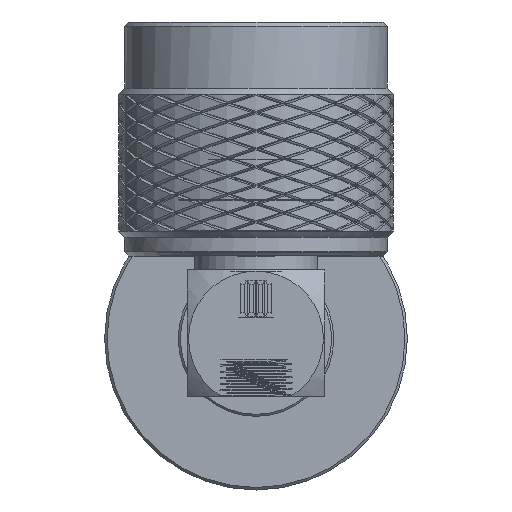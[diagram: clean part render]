
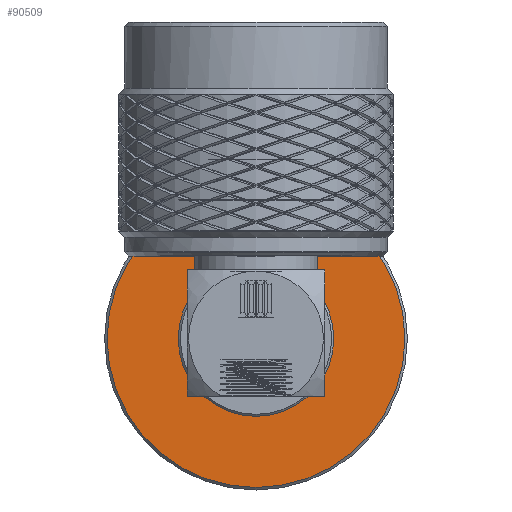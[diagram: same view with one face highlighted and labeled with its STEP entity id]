
A CAD part, front view. The second image highlights one B-rep face of the part: STEP entity #90509.
In plain terms, the highlighted planar face has unit normal (0, -1, 0).
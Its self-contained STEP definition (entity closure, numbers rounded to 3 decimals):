
#19001=PLANE('',#93484);
#45813=ORIENTED_EDGE('',*,*,#60217,.T.);
#45814=ORIENTED_EDGE('',*,*,#60218,.T.);
#60217=EDGE_CURVE('',#67610,#67610,#68524,.T.);
#60218=EDGE_CURVE('',#67611,#67611,#68525,.F.);
#67610=VERTEX_POINT('',#430578);
#67611=VERTEX_POINT('',#430580);
#68524=CIRCLE('',#93485,5.65);
#68525=CIRCLE('',#93486,10.82);
#75385=EDGE_LOOP('',(#45813));
#75386=EDGE_LOOP('',(#45814));
#82292=FACE_BOUND('',#75385,.T.);
#82293=FACE_BOUND('',#75386,.T.);
#90509=ADVANCED_FACE('',(#82292,#82293),#19001,.F.);
#93484=AXIS2_PLACEMENT_3D('',#430576,#99661,#99662);
#93485=AXIS2_PLACEMENT_3D('',#430577,#99663,#99664);
#93486=AXIS2_PLACEMENT_3D('',#430579,#99665,#99666);
#99661=DIRECTION('',(0.,1.,0.));
#99662=DIRECTION('',(-1.,0.,0.));
#99663=DIRECTION('',(0.,1.,0.));
#99664=DIRECTION('',(0.,0.,1.));
#99665=DIRECTION('',(0.,1.,0.));
#99666=DIRECTION('',(-1.,0.,0.));
#430576=CARTESIAN_POINT('',(0.,133.925,0.));
#430577=CARTESIAN_POINT('',(0.,133.925,0.));
#430578=CARTESIAN_POINT('',(0.,133.925,5.65));
#430579=CARTESIAN_POINT('',(0.,133.925,0.));
#430580=CARTESIAN_POINT('',(-10.82,133.925,0.));
